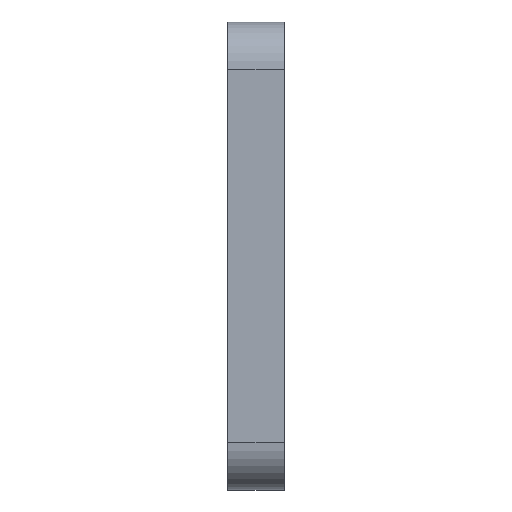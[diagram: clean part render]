
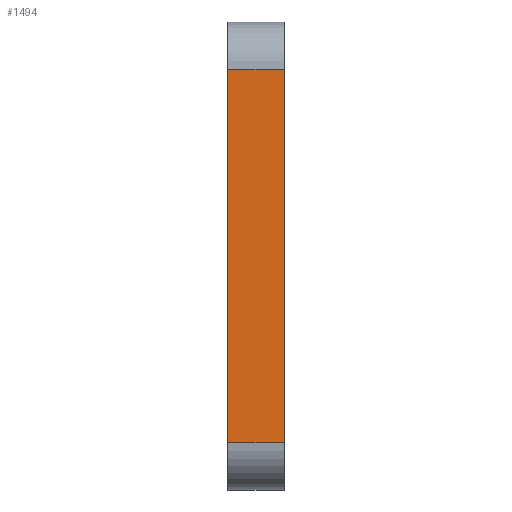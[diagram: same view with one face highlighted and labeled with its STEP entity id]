
A CAD part, left-side view. The second image highlights one B-rep face of the part: STEP entity #1494.
In plain terms, the highlighted planar face has unit normal (-1, 0, 0).
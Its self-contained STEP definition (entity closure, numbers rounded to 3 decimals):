
#44 = PLANE('',#45);
#45 = AXIS2_PLACEMENT_3D('',#46,#47,#48);
#46 = CARTESIAN_POINT('',(-67.999,-8.5,-10.603));
#47 = DIRECTION('',(0.,1.,0.));
#48 = DIRECTION('',(0.,0.,1.));
#100 = PLANE('',#101);
#101 = AXIS2_PLACEMENT_3D('',#102,#103,#104);
#102 = CARTESIAN_POINT('',(-67.999,-14.5,-10.603));
#103 = DIRECTION('',(0.,1.,0.));
#104 = DIRECTION('',(0.,0.,1.));
#321 = VERTEX_POINT('',#322);
#322 = CARTESIAN_POINT('',(-100.,-8.5,-28.5));
#341 = CYLINDRICAL_SURFACE('',#342,5.);
#342 = AXIS2_PLACEMENT_3D('',#343,#344,#345);
#343 = CARTESIAN_POINT('',(-95.,-8.5,-28.5));
#344 = DIRECTION('',(0.,-1.,0.));
#345 = DIRECTION('',(-1.,0.,0.));
#353 = EDGE_CURVE('',#354,#321,#356,.T.);
#354 = VERTEX_POINT('',#355);
#355 = CARTESIAN_POINT('',(-100.,-8.5,11.));
#356 = SURFACE_CURVE('',#357,(#361,#368),.PCURVE_S1.);
#357 = LINE('',#358,#359);
#358 = CARTESIAN_POINT('',(-100.,-8.5,16.));
#359 = VECTOR('',#360,1.);
#360 = DIRECTION('',(0.,0.,-1.));
#361 = PCURVE('',#44,#362);
#362 = DEFINITIONAL_REPRESENTATION('',(#363),#367);
#363 = LINE('',#364,#365);
#364 = CARTESIAN_POINT('',(26.603,-32.001));
#365 = VECTOR('',#366,1.);
#366 = DIRECTION('',(-1.,0.));
#367 = ( GEOMETRIC_REPRESENTATION_CONTEXT(2) 
PARAMETRIC_REPRESENTATION_CONTEXT() REPRESENTATION_CONTEXT('2D SPACE',''
  ) );
#368 = PCURVE('',#369,#374);
#369 = PLANE('',#370);
#370 = AXIS2_PLACEMENT_3D('',#371,#372,#373);
#371 = CARTESIAN_POINT('',(-100.,-8.5,16.));
#372 = DIRECTION('',(1.,0.,0.));
#373 = DIRECTION('',(0.,0.,-1.));
#374 = DEFINITIONAL_REPRESENTATION('',(#375),#379);
#375 = LINE('',#376,#377);
#376 = CARTESIAN_POINT('',(0.,0.));
#377 = VECTOR('',#378,1.);
#378 = DIRECTION('',(1.,0.));
#379 = ( GEOMETRIC_REPRESENTATION_CONTEXT(2) 
PARAMETRIC_REPRESENTATION_CONTEXT() REPRESENTATION_CONTEXT('2D SPACE',''
  ) );
#402 = CYLINDRICAL_SURFACE('',#403,5.);
#403 = AXIS2_PLACEMENT_3D('',#404,#405,#406);
#404 = CARTESIAN_POINT('',(-95.,-8.5,11.));
#405 = DIRECTION('',(0.,-1.,0.));
#406 = DIRECTION('',(0.,0.,1.));
#1006 = VERTEX_POINT('',#1007);
#1007 = CARTESIAN_POINT('',(-100.,-14.5,-28.5));
#1033 = EDGE_CURVE('',#1034,#1006,#1036,.T.);
#1034 = VERTEX_POINT('',#1035);
#1035 = CARTESIAN_POINT('',(-100.,-14.5,11.));
#1036 = SURFACE_CURVE('',#1037,(#1041,#1048),.PCURVE_S1.);
#1037 = LINE('',#1038,#1039);
#1038 = CARTESIAN_POINT('',(-100.,-14.5,16.));
#1039 = VECTOR('',#1040,1.);
#1040 = DIRECTION('',(0.,0.,-1.));
#1041 = PCURVE('',#100,#1042);
#1042 = DEFINITIONAL_REPRESENTATION('',(#1043),#1047);
#1043 = LINE('',#1044,#1045);
#1044 = CARTESIAN_POINT('',(26.603,-32.001));
#1045 = VECTOR('',#1046,1.);
#1046 = DIRECTION('',(-1.,0.));
#1047 = ( GEOMETRIC_REPRESENTATION_CONTEXT(2) 
PARAMETRIC_REPRESENTATION_CONTEXT() REPRESENTATION_CONTEXT('2D SPACE',''
  ) );
#1048 = PCURVE('',#369,#1049);
#1049 = DEFINITIONAL_REPRESENTATION('',(#1050),#1054);
#1050 = LINE('',#1051,#1052);
#1051 = CARTESIAN_POINT('',(0.,-6.));
#1052 = VECTOR('',#1053,1.);
#1053 = DIRECTION('',(1.,0.));
#1054 = ( GEOMETRIC_REPRESENTATION_CONTEXT(2) 
PARAMETRIC_REPRESENTATION_CONTEXT() REPRESENTATION_CONTEXT('2D SPACE',''
  ) );
#1445 = EDGE_CURVE('',#354,#1034,#1446,.T.);
#1446 = SURFACE_CURVE('',#1447,(#1451,#1458),.PCURVE_S1.);
#1447 = LINE('',#1448,#1449);
#1448 = CARTESIAN_POINT('',(-100.,-8.5,11.));
#1449 = VECTOR('',#1450,1.);
#1450 = DIRECTION('',(0.,-1.,0.));
#1451 = PCURVE('',#402,#1452);
#1452 = DEFINITIONAL_REPRESENTATION('',(#1453),#1457);
#1453 = LINE('',#1454,#1455);
#1454 = CARTESIAN_POINT('',(1.571,0.));
#1455 = VECTOR('',#1456,1.);
#1456 = DIRECTION('',(0.,1.));
#1457 = ( GEOMETRIC_REPRESENTATION_CONTEXT(2) 
PARAMETRIC_REPRESENTATION_CONTEXT() REPRESENTATION_CONTEXT('2D SPACE',''
  ) );
#1458 = PCURVE('',#369,#1459);
#1459 = DEFINITIONAL_REPRESENTATION('',(#1460),#1464);
#1460 = LINE('',#1461,#1462);
#1461 = CARTESIAN_POINT('',(5.,0.));
#1462 = VECTOR('',#1463,1.);
#1463 = DIRECTION('',(0.,-1.));
#1464 = ( GEOMETRIC_REPRESENTATION_CONTEXT(2) 
PARAMETRIC_REPRESENTATION_CONTEXT() REPRESENTATION_CONTEXT('2D SPACE',''
  ) );
#1494 = ADVANCED_FACE('',(#1495),#369,.F.);
#1495 = FACE_BOUND('',#1496,.F.);
#1496 = EDGE_LOOP('',(#1497,#1498,#1499,#1500));
#1497 = ORIENTED_EDGE('',*,*,#353,.F.);
#1498 = ORIENTED_EDGE('',*,*,#1445,.T.);
#1499 = ORIENTED_EDGE('',*,*,#1033,.T.);
#1500 = ORIENTED_EDGE('',*,*,#1501,.F.);
#1501 = EDGE_CURVE('',#321,#1006,#1502,.T.);
#1502 = SURFACE_CURVE('',#1503,(#1507,#1514),.PCURVE_S1.);
#1503 = LINE('',#1504,#1505);
#1504 = CARTESIAN_POINT('',(-100.,-8.5,-28.5));
#1505 = VECTOR('',#1506,1.);
#1506 = DIRECTION('',(0.,-1.,0.));
#1507 = PCURVE('',#369,#1508);
#1508 = DEFINITIONAL_REPRESENTATION('',(#1509),#1513);
#1509 = LINE('',#1510,#1511);
#1510 = CARTESIAN_POINT('',(44.5,0.));
#1511 = VECTOR('',#1512,1.);
#1512 = DIRECTION('',(0.,-1.));
#1513 = ( GEOMETRIC_REPRESENTATION_CONTEXT(2) 
PARAMETRIC_REPRESENTATION_CONTEXT() REPRESENTATION_CONTEXT('2D SPACE',''
  ) );
#1514 = PCURVE('',#341,#1515);
#1515 = DEFINITIONAL_REPRESENTATION('',(#1516),#1520);
#1516 = LINE('',#1517,#1518);
#1517 = CARTESIAN_POINT('',(0.,0.));
#1518 = VECTOR('',#1519,1.);
#1519 = DIRECTION('',(0.,1.));
#1520 = ( GEOMETRIC_REPRESENTATION_CONTEXT(2) 
PARAMETRIC_REPRESENTATION_CONTEXT() REPRESENTATION_CONTEXT('2D SPACE',''
  ) );
